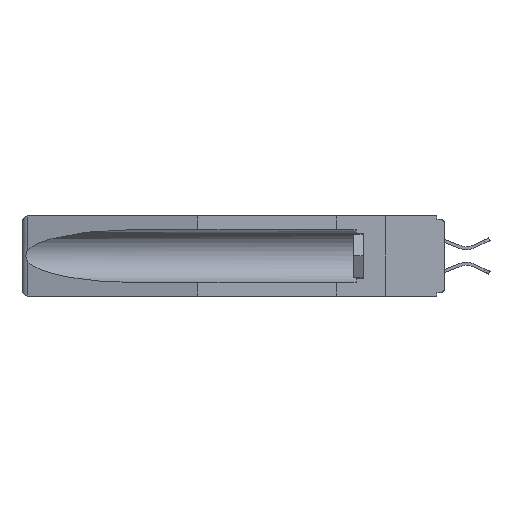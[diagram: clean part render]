
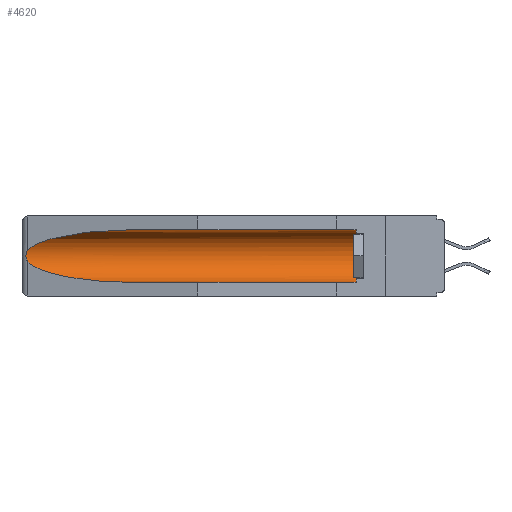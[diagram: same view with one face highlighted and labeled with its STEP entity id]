
A CAD part, left-side view. The second image highlights one B-rep face of the part: STEP entity #4620.
In plain terms, the highlighted cylindrical face has radius 2.857 mm (diameter 5.715 mm), a partial arc.
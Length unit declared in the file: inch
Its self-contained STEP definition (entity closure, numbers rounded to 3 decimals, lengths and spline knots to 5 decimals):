
#314 = CARTESIAN_POINT ( 'NONE',  ( 0.26537, 1.52718, -0.19328 ) ) ;
#969 = DIRECTION ( 'NONE',  ( 0., 0., 1. ) ) ;
#1008 = ORIENTED_EDGE ( 'NONE', *, *, #7731, .T. ) ;
#1243 = DIRECTION ( 'NONE',  ( 0., 1., 0. ) ) ;
#1804 = CARTESIAN_POINT ( 'NONE',  ( 0.26537, 1.52718, -0.14972 ) ) ;
#1850 = CARTESIAN_POINT ( 'NONE',  ( 0.26597, 1.52961, -0.15275 ) ) ;
#2230 = CARTESIAN_POINT ( 'NONE',  ( 0.2673, 1.53269, -0.17917 ) ) ;
#2440 = CIRCLE ( 'NONE', #13142, 0.1125 ) ;
#3072 = CARTESIAN_POINT ( 'NONE',  ( 0.155, 0.126, -0.059 ) ) ;
#3543 = CARTESIAN_POINT ( 'NONE',  ( 0.26537, 1.52718, -0.14972 ) ) ;
#3610 = EDGE_CURVE ( 'NONE', #6492, #15982, #8643, .T. ) ;
#3759 = CARTESIAN_POINT ( 'NONE',  ( 0.2675, 1.53308, -0.16763 ) ) ;
#4150 = EDGE_CURVE ( 'NONE', #6744, #6492, #2440, .T. ) ;
#4541 =( BOUNDED_CURVE ( )  B_SPLINE_CURVE ( 3, ( #5749, #17729, #19491, #10991 ),
 .UNSPECIFIED., .F., .F. ) 
 B_SPLINE_CURVE_WITH_KNOTS ( ( 4, 4 ),
 ( 0.1948, 1.5708 ),
 .UNSPECIFIED. ) 
 CURVE ( )  GEOMETRIC_REPRESENTATION_ITEM ( )  RATIONAL_B_SPLINE_CURVE ( ( 1., 0.848, 0.848, 1. ) ) 
 REPRESENTATION_ITEM ( '' )  );
#4620 = ADVANCED_FACE ( 'NONE', ( #14281 ), #15610, .F. ) ;
#5550 = CARTESIAN_POINT ( 'NONE',  ( 0.26597, 1.5296, -0.19026 ) ) ;
#5749 = CARTESIAN_POINT ( 'NONE',  ( 0.26537, 1.52718, -0.19328 ) ) ;
#5859 = EDGE_CURVE ( 'NONE', #20397, #18177, #4541, .T. ) ;
#6172 = CARTESIAN_POINT ( 'NONE',  ( 0.155, -0.30754, -0.1715 ) ) ;
#6224 = LINE ( 'NONE', #21762, #6775 ) ;
#6239 = ORIENTED_EDGE ( 'NONE', *, *, #4150, .T. ) ;
#6492 = VERTEX_POINT ( 'NONE', #3072 ) ;
#6591 = CARTESIAN_POINT ( 'NONE',  ( 0.21114, 1.30732, -0.059 ) ) ;
#6744 = VERTEX_POINT ( 'NONE', #15099 ) ;
#6775 = VECTOR ( 'NONE', #8033, 39.37008 ) ;
#7186 =( BOUNDED_CURVE ( )  B_SPLINE_CURVE ( 3, ( #7797, #6591, #13412, #11764 ),
 .UNSPECIFIED., .F., .F. ) 
 B_SPLINE_CURVE_WITH_KNOTS ( ( 4, 4 ),
 ( 4.71239, 6.08839 ),
 .UNSPECIFIED. ) 
 CURVE ( )  GEOMETRIC_REPRESENTATION_ITEM ( )  RATIONAL_B_SPLINE_CURVE ( ( 1., 0.848, 0.848, 1. ) ) 
 REPRESENTATION_ITEM ( '' )  );
#7731 = EDGE_CURVE ( 'NONE', #15982, #20678, #7186, .T. ) ;
#7797 = CARTESIAN_POINT ( 'NONE',  ( 0.155, 1.07973, -0.059 ) ) ;
#7799 = CARTESIAN_POINT ( 'NONE',  ( 0.155, 0.126, -0.1715 ) ) ;
#7877 = CARTESIAN_POINT ( 'NONE',  ( 0.26537, 1.52718, -0.19328 ) ) ;
#8033 = DIRECTION ( 'NONE',  ( 0., 1., 0. ) ) ;
#8643 = LINE ( 'NONE', #13226, #18805 ) ;
#8799 = ORIENTED_EDGE ( 'NONE', *, *, #3610, .T. ) ;
#9161 = CARTESIAN_POINT ( 'NONE',  ( 0.26654, 1.53092, -0.15636 ) ) ;
#9663 = DIRECTION ( 'NONE',  ( 0., 1., 0. ) ) ;
#10101 = CARTESIAN_POINT ( 'NONE',  ( 0.155, 1.07973, -0.059 ) ) ;
#10597 = CARTESIAN_POINT ( 'NONE',  ( 0.2675, 1.53308, -0.17534 ) ) ;
#10991 = CARTESIAN_POINT ( 'NONE',  ( 0.155, 1.07973, -0.284 ) ) ;
#11166 = DIRECTION ( 'NONE',  ( 0., -1., 0. ) ) ;
#11764 = CARTESIAN_POINT ( 'NONE',  ( 0.26537, 1.52718, -0.14972 ) ) ;
#11994 = AXIS2_PLACEMENT_3D ( 'NONE', #6172, #1243, #14871 ) ;
#12487 = CARTESIAN_POINT ( 'NONE',  ( 0.2673, 1.5327, -0.16383 ) ) ;
#12913 = ORIENTED_EDGE ( 'NONE', *, *, #17453, .T. ) ;
#12993 = EDGE_CURVE ( 'NONE', #6744, #18177, #6224, .T. ) ;
#13142 = AXIS2_PLACEMENT_3D ( 'NONE', #7799, #11166, #969 ) ;
#13226 = CARTESIAN_POINT ( 'NONE',  ( 0.155, -0.30754, -0.059 ) ) ;
#13412 = CARTESIAN_POINT ( 'NONE',  ( 0.25451, 1.48313, -0.09465 ) ) ;
#14200 = CARTESIAN_POINT ( 'NONE',  ( 0.26655, 1.53094, -0.18657 ) ) ;
#14281 = FACE_OUTER_BOUND ( 'NONE', #20900, .T. ) ;
#14871 = DIRECTION ( 'NONE',  ( 0., 0., 1. ) ) ;
#15099 = CARTESIAN_POINT ( 'NONE',  ( 0.155, 0.126, -0.284 ) ) ;
#15610 = CYLINDRICAL_SURFACE ( 'NONE', #11994, 0.1125 ) ;
#15982 = VERTEX_POINT ( 'NONE', #10101 ) ;
#16385 = CARTESIAN_POINT ( 'NONE',  ( 0.155, 1.07973, -0.284 ) ) ;
#17450 = B_SPLINE_CURVE_WITH_KNOTS ( 'NONE', 3,
 ( #3543, #1850, #9161, #12487, #3759, #10597, #2230, #14200, #5550, #314 ),
 .UNSPECIFIED., .F., .F.,
 ( 4, 2, 2, 2, 4 ),
 ( 0., 0.00029, 0.00058, 0.00087, 0.00117 ),
 .UNSPECIFIED. ) ;
#17453 = EDGE_CURVE ( 'NONE', #20678, #20397, #17450, .T. ) ;
#17729 = CARTESIAN_POINT ( 'NONE',  ( 0.25451, 1.48313, -0.24835 ) ) ;
#18177 = VERTEX_POINT ( 'NONE', #16385 ) ;
#18805 = VECTOR ( 'NONE', #9663, 39.37008 ) ;
#19087 = ORIENTED_EDGE ( 'NONE', *, *, #12993, .F. ) ;
#19491 = CARTESIAN_POINT ( 'NONE',  ( 0.21114, 1.30732, -0.284 ) ) ;
#20159 = ORIENTED_EDGE ( 'NONE', *, *, #5859, .T. ) ;
#20397 = VERTEX_POINT ( 'NONE', #7877 ) ;
#20678 = VERTEX_POINT ( 'NONE', #1804 ) ;
#20900 = EDGE_LOOP ( 'NONE', ( #1008, #12913, #20159, #19087, #6239, #8799 ) ) ;
#21762 = CARTESIAN_POINT ( 'NONE',  ( 0.155, -0.30754, -0.284 ) ) ;
